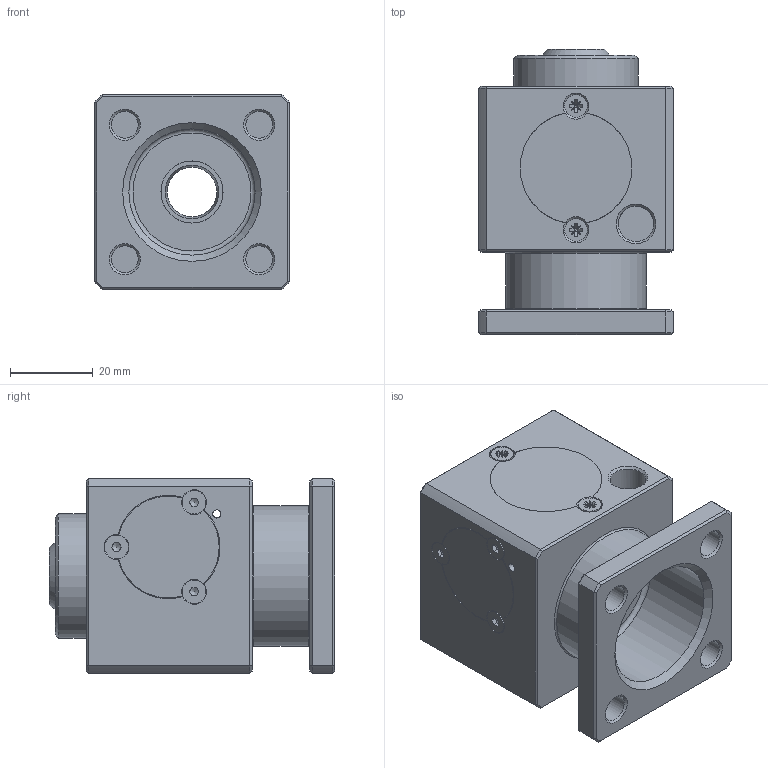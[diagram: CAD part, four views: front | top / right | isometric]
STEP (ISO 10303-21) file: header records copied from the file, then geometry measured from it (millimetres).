
FILE_DESCRIPTION(/* description */ (''),/* implementation_level */ '2;1');
FILE_NAME(/* name */ 'C-BH-032.stp',/* time_stamp */ '2016-02-01T12:59:51+01:00',/* author */ (''),/* organization */ (''),/* preprocessor_version */ 'ST-DEVELOPER v15.2',/* originating_system */ 'Autodesk Translator Framework v2.0.0.5431',/* authorisation */ '');
FILE_SCHEMA (('AUTOMOTIVE_DESIGN { 1 0 10303 214 3 1 1 }'));
Length unit declared in the file: centimetre
Products named in the file (1): (Unsaved)
Bounding box: 47 x 69 x 47 mm (x, y, z)
Volume: 77545.5 mm3; surface area: 31589.3 mm2
Topology: 13 solids, 13 shells, 1245 faces, 3273 edges, 2104 vertices
Faces by surface type: bspline 641, plane 360, cylinder 124, cone 111, torus 9
Full cylindrical faces by diameter (mm): 1.5 x2, 2 x2, 2.387 x2, 2.459 x8, 3 x14, 3.5 x6, 4.917 x4, 5.5 x2, 5.7 x6, 6.5 x4, 8.566 x1, 10 x1, 13 x1, 15 x2, 15.5 x2, 17 x2, 18 x1, 20 x9, 30 x1, 30.5 x1, 34 x1
Entity records: 43052 total; most frequent: CARTESIAN_POINT 17841, ORIENTED_EDGE 6160, DIRECTION 3209, EDGE_CURVE 3060, VERTEX_POINT 2047, EDGE_LOOP 1465, B_SPLINE_CURVE_WITH_KNOTS 1369, LINE 1275
